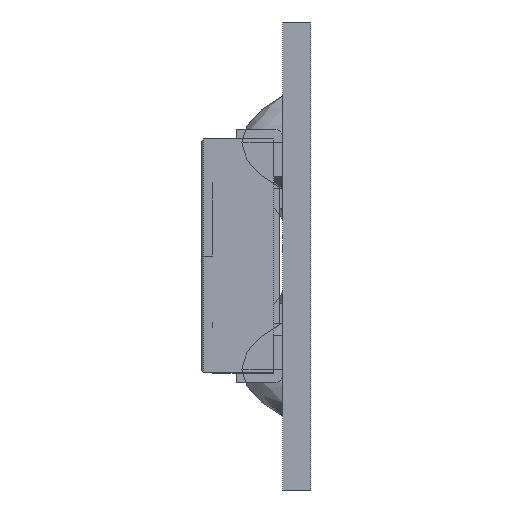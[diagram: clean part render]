
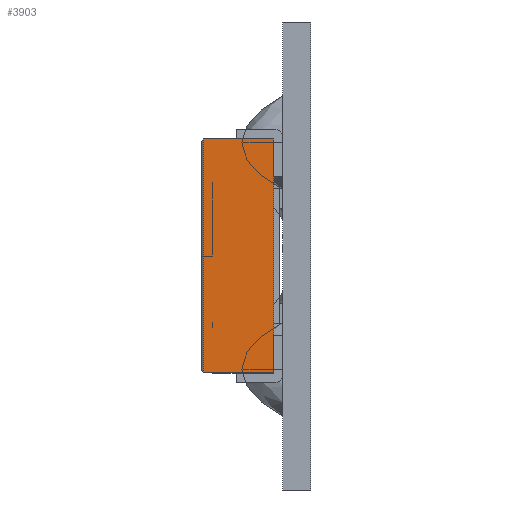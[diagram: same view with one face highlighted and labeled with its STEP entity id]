
A CAD part, left-side view. The second image highlights one B-rep face of the part: STEP entity #3903.
In plain terms, the highlighted face is planar.
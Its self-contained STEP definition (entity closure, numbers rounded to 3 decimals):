
#40 = DIRECTION ( 'NONE',  ( 1., 0., 0. ) ) ;
#321 = CARTESIAN_POINT ( 'NONE',  ( -2.5, 1.5, -2.5 ) ) ;
#461 = EDGE_CURVE ( 'NONE', #1792, #2859, #5129, .T. ) ;
#464 = VERTEX_POINT ( 'NONE', #321 ) ;
#474 = CARTESIAN_POINT ( 'NONE',  ( 2.5, 1.5, -2.5 ) ) ;
#506 = ORIENTED_EDGE ( 'NONE', *, *, #461, .T. ) ;
#823 = DIRECTION ( 'NONE',  ( 0., 0., 1. ) ) ;
#1195 = ORIENTED_EDGE ( 'NONE', *, *, #2351, .F. ) ;
#1495 = CARTESIAN_POINT ( 'NONE',  ( -2.5, 1.55, -2.5 ) ) ;
#1667 = PLANE ( 'NONE',  #5471 ) ;
#1792 = VERTEX_POINT ( 'NONE', #474 ) ;
#1938 = EDGE_CURVE ( 'NONE', #2859, #5266, #2031, .T. ) ;
#2031 = LINE ( 'NONE', #4027, #2905 ) ;
#2274 = CARTESIAN_POINT ( 'NONE',  ( -2.5, 0., -2.5 ) ) ;
#2351 = EDGE_CURVE ( 'NONE', #464, #5266, #4522, .T. ) ;
#2488 = FACE_OUTER_BOUND ( 'NONE', #5001, .T. ) ;
#2859 = VERTEX_POINT ( 'NONE', #5126 ) ;
#2904 = EDGE_CURVE ( 'NONE', #464, #1792, #4650, .T. ) ;
#2905 = VECTOR ( 'NONE', #3557, 1000. ) ;
#3119 = ORIENTED_EDGE ( 'NONE', *, *, #2904, .T. ) ;
#3505 = VECTOR ( 'NONE', #40, 1000. ) ;
#3557 = DIRECTION ( 'NONE',  ( -1., 0., 0. ) ) ;
#3578 = VECTOR ( 'NONE', #5385, 1000. ) ;
#3691 = CARTESIAN_POINT ( 'NONE',  ( 2.5, 1.55, -2.5 ) ) ;
#3903 = ADVANCED_FACE ( 'NONE', ( #2488 ), #1667, .F. ) ;
#4005 = VECTOR ( 'NONE', #4528, 1000. ) ;
#4027 = CARTESIAN_POINT ( 'NONE',  ( -2.5, 0., -2.5 ) ) ;
#4458 = ORIENTED_EDGE ( 'NONE', *, *, #1938, .T. ) ;
#4522 = LINE ( 'NONE', #1495, #3578 ) ;
#4528 = DIRECTION ( 'NONE',  ( 0., -1., 0. ) ) ;
#4646 = DIRECTION ( 'NONE',  ( 1., 0., 0. ) ) ;
#4650 = LINE ( 'NONE', #5177, #3505 ) ;
#5001 = EDGE_LOOP ( 'NONE', ( #1195, #3119, #506, #4458 ) ) ;
#5126 = CARTESIAN_POINT ( 'NONE',  ( 2.5, 0., -2.5 ) ) ;
#5129 = LINE ( 'NONE', #3691, #4005 ) ;
#5177 = CARTESIAN_POINT ( 'NONE',  ( -2.5, 1.5, -2.5 ) ) ;
#5266 = VERTEX_POINT ( 'NONE', #2274 ) ;
#5385 = DIRECTION ( 'NONE',  ( 0., -1., 0. ) ) ;
#5471 = AXIS2_PLACEMENT_3D ( 'NONE', #5491, #823, #4646 ) ;
#5491 = CARTESIAN_POINT ( 'NONE',  ( -2.5, 1.55, -2.5 ) ) ;
